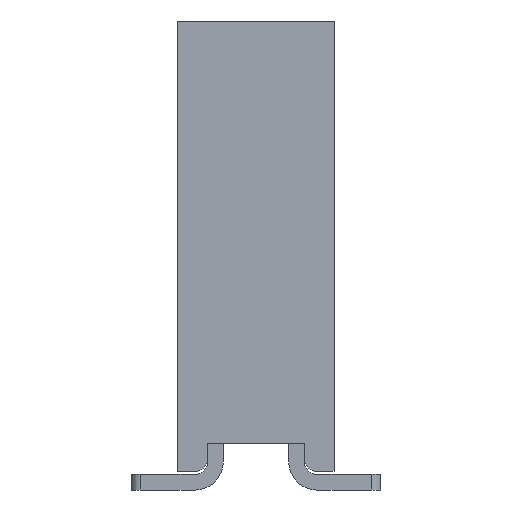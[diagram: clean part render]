
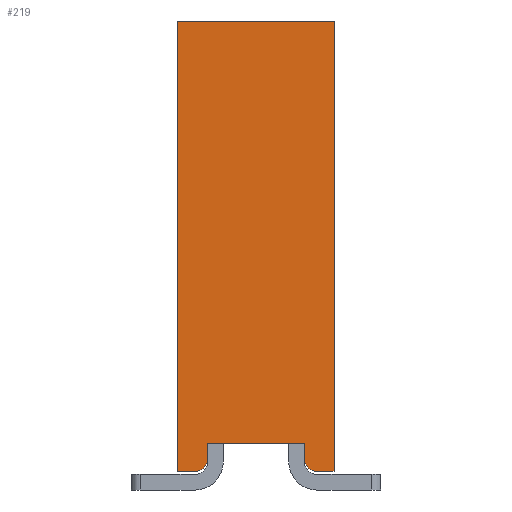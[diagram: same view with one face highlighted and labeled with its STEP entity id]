
A CAD part, left-side view. The second image highlights one B-rep face of the part: STEP entity #219.
In plain terms, the highlighted planar face has unit normal (-1, 0, 0).
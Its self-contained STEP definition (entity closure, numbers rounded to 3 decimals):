
#80=CIRCLE('',#5378,0.2);
#81=CIRCLE('',#5379,0.2);
#219=ADVANCED_FACE('',(#725),#495,.T.);
#495=PLANE('',#5380);
#725=FACE_OUTER_BOUND('',#1012,.T.);
#1012=EDGE_LOOP('',(#1500,#1501,#1502,#1503,#1504,#1505,#1506,#1507,#1508,
#1509));
#1500=ORIENTED_EDGE('',*,*,#3419,.T.);
#1501=ORIENTED_EDGE('',*,*,#3472,.T.);
#1502=ORIENTED_EDGE('',*,*,#3412,.T.);
#1503=ORIENTED_EDGE('',*,*,#3416,.F.);
#1504=ORIENTED_EDGE('',*,*,#3398,.F.);
#1505=ORIENTED_EDGE('',*,*,#3473,.T.);
#1506=ORIENTED_EDGE('',*,*,#3474,.T.);
#1507=ORIENTED_EDGE('',*,*,#3470,.T.);
#1508=ORIENTED_EDGE('',*,*,#3468,.T.);
#1509=ORIENTED_EDGE('',*,*,#3475,.F.);
#2899=VERTEX_POINT('',#7385);
#2900=VERTEX_POINT('',#7387);
#2908=VERTEX_POINT('',#7408);
#2911=VERTEX_POINT('',#7413);
#2916=VERTEX_POINT('',#7427);
#2917=VERTEX_POINT('',#7429);
#2963=VERTEX_POINT('',#7522);
#2965=VERTEX_POINT('',#7526);
#2967=VERTEX_POINT('',#7532);
#2968=VERTEX_POINT('',#7537);
#3398=EDGE_CURVE('',#2899,#2900,#4154,.T.);
#3412=EDGE_CURVE('',#2908,#2911,#4168,.T.);
#3416=EDGE_CURVE('',#2900,#2911,#4172,.T.);
#3419=EDGE_CURVE('',#2917,#2916,#4175,.T.);
#3468=EDGE_CURVE('',#2963,#2965,#4224,.T.);
#3470=EDGE_CURVE('',#2967,#2963,#4226,.T.);
#3472=EDGE_CURVE('',#2916,#2908,#80,.T.);
#3473=EDGE_CURVE('',#2899,#2968,#81,.T.);
#3474=EDGE_CURVE('',#2968,#2967,#4228,.T.);
#3475=EDGE_CURVE('',#2917,#2965,#4229,.T.);
#4154=LINE('',#7386,#4818);
#4168=LINE('',#7414,#4832);
#4172=LINE('',#7421,#4836);
#4175=LINE('',#7428,#4839);
#4224=LINE('',#7527,#4888);
#4226=LINE('',#7531,#4890);
#4228=LINE('',#7538,#4892);
#4229=LINE('',#7539,#4893);
#4818=VECTOR('',#5889,1.);
#4832=VECTOR('',#5907,1.);
#4836=VECTOR('',#5913,1.);
#4839=VECTOR('',#5918,1.);
#4888=VECTOR('',#5969,1.);
#4890=VECTOR('',#5973,1.);
#4892=VECTOR('',#5981,1.);
#4893=VECTOR('',#5982,1.);
#5378=AXIS2_PLACEMENT_3D('',#7535,#5977,#5978);
#5379=AXIS2_PLACEMENT_3D('',#7536,#5979,#5980);
#5380=AXIS2_PLACEMENT_3D('',#7540,#5983,#5984);
#5889=DIRECTION('',(0.,0.,1.));
#5907=DIRECTION('',(0.,0.,1.));
#5913=DIRECTION('',(0.,1.,0.));
#5918=DIRECTION('',(0.,-1.,0.));
#5969=DIRECTION('',(0.,1.,0.));
#5973=DIRECTION('',(0.,0.,1.));
#5977=DIRECTION('',(-1.,0.,0.));
#5978=DIRECTION('',(0.,0.,1.));
#5979=DIRECTION('',(-1.,0.,0.));
#5980=DIRECTION('',(0.,0.,1.));
#5981=DIRECTION('',(0.,-1.,0.));
#5982=DIRECTION('',(0.,0.,1.));
#5983=DIRECTION('',(-1.,0.,0.));
#5984=DIRECTION('',(0.,0.,1.));
#7385=CARTESIAN_POINT('',(0.,0.475,0.2));
#7386=CARTESIAN_POINT('',(0.,0.475,0.45));
#7387=CARTESIAN_POINT('',(0.,0.475,0.45));
#7408=CARTESIAN_POINT('',(0.,2.025,0.2));
#7413=CARTESIAN_POINT('',(0.,2.025,0.45));
#7414=CARTESIAN_POINT('',(0.,2.025,0.45));
#7421=CARTESIAN_POINT('',(0.,0.475,0.45));
#7427=CARTESIAN_POINT('',(0.,2.225,0.));
#7428=CARTESIAN_POINT('',(0.,1.25,0.));
#7429=CARTESIAN_POINT('',(0.,2.5,0.));
#7522=CARTESIAN_POINT('',(0.,0.,7.2));
#7526=CARTESIAN_POINT('',(0.,2.5,7.2));
#7527=CARTESIAN_POINT('',(0.,1.25,7.2));
#7531=CARTESIAN_POINT('',(0.,0.,0.));
#7532=CARTESIAN_POINT('',(0.,0.,0.));
#7535=CARTESIAN_POINT('',(0.,2.225,0.2));
#7536=CARTESIAN_POINT('',(0.,0.275,0.2));
#7537=CARTESIAN_POINT('',(0.,0.275,0.));
#7538=CARTESIAN_POINT('',(0.,1.25,0.));
#7539=CARTESIAN_POINT('',(0.,2.5,0.));
#7540=CARTESIAN_POINT('',(0.,1.25,0.));
